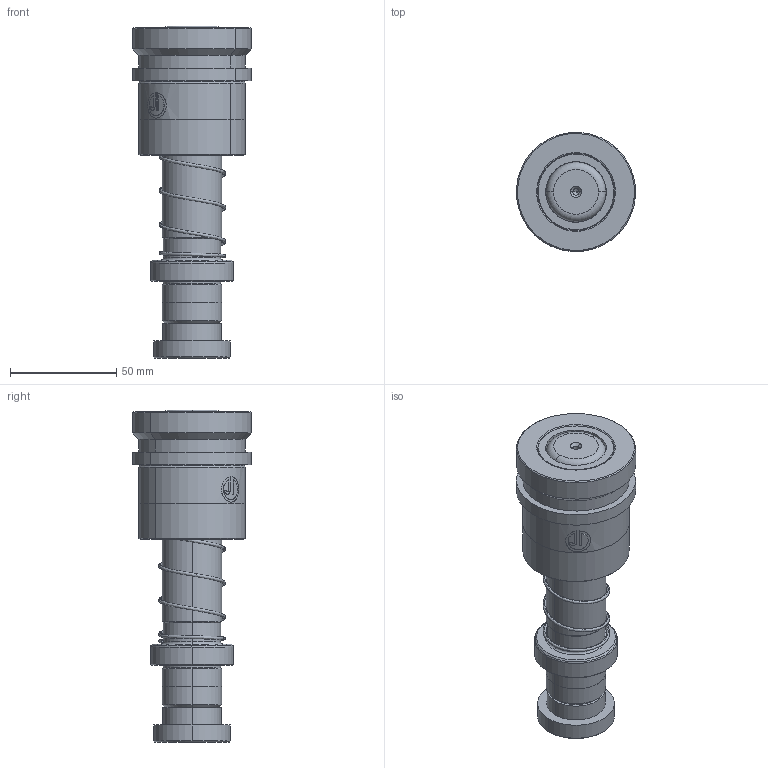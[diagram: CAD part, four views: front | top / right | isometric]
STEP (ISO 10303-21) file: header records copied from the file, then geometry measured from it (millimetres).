
FILE_DESCRIPTION (( 'STEP AP214' ), '1' );
FILE_NAME ('HTSH(HTJH)-D28-L120(BL-60).STEP', '2021-09-03T02:11:15', ( '' ), ( '' ), 'SwSTEP 2.0', 'SolidWorks 2016', '' );
FILE_SCHEMA (( 'AUTOMOTIVE_DESIGN' ));
Length unit declared in the file: millimetre
Products named in the file (219): BALL-D4; TRP-D28-L120; BSH-D35.5-28.5-L60郪蚾; BSH-35.5-28.5-L60; HWP-D31.3-d28.5-L50; HTSH(HTJH)-D28-L120(BL-60); DRP蹟簽D28; TRB28-35-25
Assembly tree (213 placements, depth 3):
  BALL-D4
  BALL-D4
  BALL-D4
  BALL-D4
  BALL-D4
Bounding box: 55.88 x 55.88 x 156 mm (x, y, z)
Volume: 182447.4 mm3; surface area: 72772.1 mm2
Topology: 209 solids, 209 shells, 950 faces, 4029 edges, 2674 vertices
Faces by surface type: sphere 816, cylinder 46, cone 34, plane 26, torus 14, bspline 14
Entity records: 43796 total; most frequent: CARTESIAN_POINT 25877, ORIENTED_EDGE 3144, DIRECTION 2726, EDGE_CURVE 1572, AXIS2_PLACEMENT_3D 1307, VERTEX_POINT 1030, EDGE_LOOP 948, B_SPLINE_CURVE_WITH_KNOTS 905
